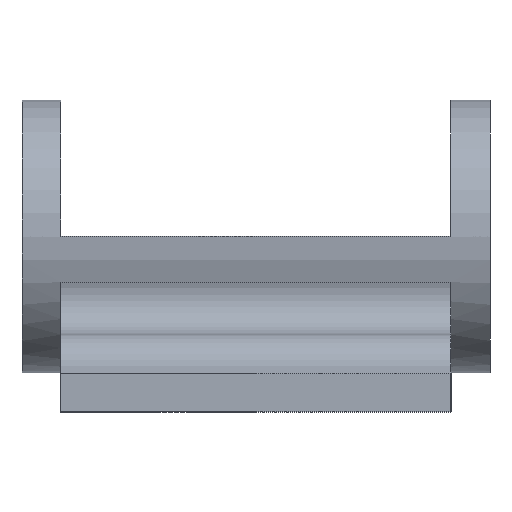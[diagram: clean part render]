
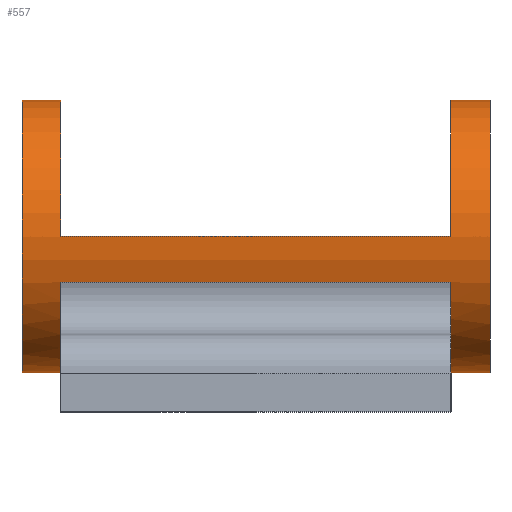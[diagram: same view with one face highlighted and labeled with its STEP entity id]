
A CAD part, left-side view. The second image highlights one B-rep face of the part: STEP entity #557.
In plain terms, the highlighted cylindrical face has radius 35 mm (diameter 70 mm), a full revolution.
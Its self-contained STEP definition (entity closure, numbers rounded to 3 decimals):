
#23=FACE_BOUND('',#104,.T.);
#66=FACE_OUTER_BOUND('',#103,.T.);
#103=EDGE_LOOP('',(#476,#477,#478,#479,#480,#481,#482,#483,#484,#485));
#104=EDGE_LOOP('',(#486,#487,#488,#489,#490,#491));
#118=LINE('',#830,#168);
#124=LINE('',#849,#174);
#151=LINE('',#930,#201);
#152=LINE('',#932,#202);
#153=LINE('',#933,#203);
#154=LINE('',#936,#204);
#168=VECTOR('',#668,10.);
#174=VECTOR('',#688,10.);
#201=VECTOR('',#767,10.);
#202=VECTOR('',#770,35.);
#203=VECTOR('',#771,35.);
#204=VECTOR('',#774,10.);
#222=CIRCLE('',#593,35.);
#224=CIRCLE('',#596,35.);
#226=CIRCLE('',#600,35.);
#228=CIRCLE('',#603,35.);
#230=CIRCLE('',#607,35.);
#233=CIRCLE('',#611,35.);
#236=CIRCLE('',#615,35.);
#239=CIRCLE('',#626,35.);
#250=VERTEX_POINT('',#828);
#251=VERTEX_POINT('',#829);
#254=VERTEX_POINT('',#837);
#256=VERTEX_POINT('',#843);
#258=VERTEX_POINT('',#852);
#260=VERTEX_POINT('',#857);
#262=VERTEX_POINT('',#862);
#265=VERTEX_POINT('',#867);
#268=VERTEX_POINT('',#875);
#274=VERTEX_POINT('',#889);
#280=VERTEX_POINT('',#903);
#286=VERTEX_POINT('',#934);
#304=EDGE_CURVE('',#250,#251,#118,.T.);
#308=EDGE_CURVE('',#254,#250,#222,.T.);
#311=EDGE_CURVE('',#251,#256,#224,.T.);
#314=EDGE_CURVE('',#256,#254,#124,.T.);
#316=EDGE_CURVE('',#258,#258,#226,.T.);
#318=EDGE_CURVE('',#260,#260,#228,.T.);
#326=EDGE_CURVE('',#265,#268,#230,.T.);
#333=EDGE_CURVE('',#262,#274,#233,.T.);
#340=EDGE_CURVE('',#280,#262,#236,.T.);
#354=EDGE_CURVE('',#280,#268,#151,.T.);
#355=EDGE_CURVE('',#258,#254,#152,.T.);
#356=EDGE_CURVE('',#256,#260,#153,.T.);
#357=EDGE_CURVE('',#286,#265,#239,.T.);
#358=EDGE_CURVE('',#274,#286,#154,.T.);
#476=ORIENTED_EDGE('',*,*,#316,.F.);
#477=ORIENTED_EDGE('',*,*,#355,.T.);
#478=ORIENTED_EDGE('',*,*,#308,.T.);
#479=ORIENTED_EDGE('',*,*,#304,.T.);
#480=ORIENTED_EDGE('',*,*,#311,.T.);
#481=ORIENTED_EDGE('',*,*,#356,.T.);
#482=ORIENTED_EDGE('',*,*,#318,.F.);
#483=ORIENTED_EDGE('',*,*,#356,.F.);
#484=ORIENTED_EDGE('',*,*,#314,.T.);
#485=ORIENTED_EDGE('',*,*,#355,.F.);
#486=ORIENTED_EDGE('',*,*,#354,.T.);
#487=ORIENTED_EDGE('',*,*,#326,.F.);
#488=ORIENTED_EDGE('',*,*,#357,.F.);
#489=ORIENTED_EDGE('',*,*,#358,.F.);
#490=ORIENTED_EDGE('',*,*,#333,.F.);
#491=ORIENTED_EDGE('',*,*,#340,.F.);
#533=CYLINDRICAL_SURFACE('',#625,35.);
#557=ADVANCED_FACE('',(#66,#23),#533,.T.);
#593=AXIS2_PLACEMENT_3D('',#838,#674,#675);
#596=AXIS2_PLACEMENT_3D('',#844,#681,#682);
#600=AXIS2_PLACEMENT_3D('',#853,#692,#693);
#603=AXIS2_PLACEMENT_3D('',#858,#698,#699);
#607=AXIS2_PLACEMENT_3D('',#876,#712,#713);
#611=AXIS2_PLACEMENT_3D('',#890,#724,#725);
#615=AXIS2_PLACEMENT_3D('',#904,#736,#737);
#625=AXIS2_PLACEMENT_3D('',#931,#768,#769);
#626=AXIS2_PLACEMENT_3D('',#935,#772,#773);
#668=DIRECTION('',(0.,-1.,0.));
#674=DIRECTION('center_axis',(0.,1.,0.));
#675=DIRECTION('ref_axis',(1.,0.,0.));
#681=DIRECTION('center_axis',(0.,-1.,0.));
#682=DIRECTION('ref_axis',(1.,0.,0.));
#688=DIRECTION('',(0.,1.,0.));
#692=DIRECTION('center_axis',(0.,1.,0.));
#693=DIRECTION('ref_axis',(1.,0.,0.));
#698=DIRECTION('center_axis',(0.,-1.,0.));
#699=DIRECTION('ref_axis',(1.,0.,0.));
#712=DIRECTION('center_axis',(0.,-1.,0.));
#713=DIRECTION('ref_axis',(1.,0.,0.));
#724=DIRECTION('center_axis',(0.,1.,0.));
#725=DIRECTION('ref_axis',(1.,0.,0.));
#736=DIRECTION('center_axis',(0.,1.,0.));
#737=DIRECTION('ref_axis',(1.,0.,0.));
#767=DIRECTION('',(0.,1.,0.));
#768=DIRECTION('center_axis',(0.,1.,0.));
#769=DIRECTION('ref_axis',(1.,0.,0.));
#770=DIRECTION('',(0.,-1.,0.));
#771=DIRECTION('',(0.,-1.,0.));
#772=DIRECTION('center_axis',(0.,-1.,0.));
#773=DIRECTION('ref_axis',(1.,0.,0.));
#774=DIRECTION('',(0.,1.,0.));
#828=CARTESIAN_POINT('',(35.,100.,35.));
#829=CARTESIAN_POINT('',(35.,0.,35.));
#830=CARTESIAN_POINT('',(35.,0.,35.));
#837=CARTESIAN_POINT('',(-35.,100.,35.));
#838=CARTESIAN_POINT('Origin',(0.,100.,35.));
#843=CARTESIAN_POINT('',(-35.,0.,35.));
#844=CARTESIAN_POINT('Origin',(0.,0.,35.));
#849=CARTESIAN_POINT('',(-35.,0.,35.));
#852=CARTESIAN_POINT('',(-35.,110.,35.));
#853=CARTESIAN_POINT('Origin',(0.,110.,35.));
#857=CARTESIAN_POINT('',(-35.,-10.,35.));
#858=CARTESIAN_POINT('Origin',(0.,-10.,35.));
#862=CARTESIAN_POINT('',(0.,0.,0.));
#867=CARTESIAN_POINT('',(0.,100.,0.));
#875=CARTESIAN_POINT('',(32.971,100.,23.256));
#876=CARTESIAN_POINT('Origin',(0.,100.,35.));
#889=CARTESIAN_POINT('',(-32.971,0.,23.256));
#890=CARTESIAN_POINT('Origin',(0.,0.,35.));
#903=CARTESIAN_POINT('',(32.971,0.,23.256));
#904=CARTESIAN_POINT('Origin',(0.,0.,35.));
#930=CARTESIAN_POINT('',(32.971,0.,23.256));
#931=CARTESIAN_POINT('Origin',(0.,0.,35.));
#932=CARTESIAN_POINT('',(-35.,0.,35.));
#933=CARTESIAN_POINT('',(-35.,0.,35.));
#934=CARTESIAN_POINT('',(-32.971,100.,23.256));
#935=CARTESIAN_POINT('Origin',(0.,100.,35.));
#936=CARTESIAN_POINT('',(-32.971,0.,23.256));
